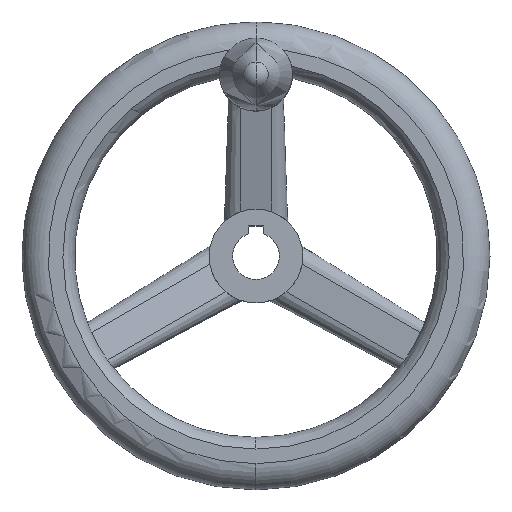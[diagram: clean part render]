
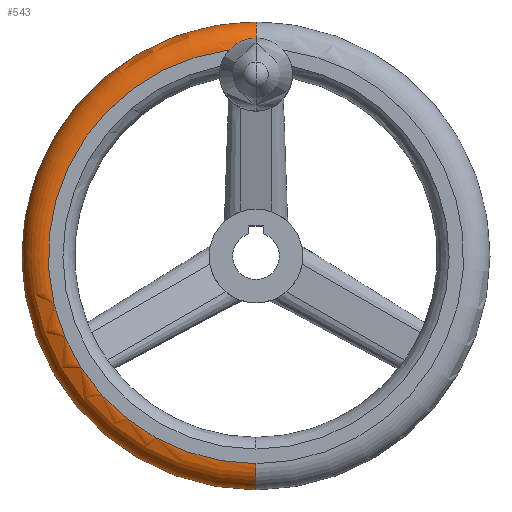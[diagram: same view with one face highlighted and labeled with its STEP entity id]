
A CAD part, top view. The second image highlights one B-rep face of the part: STEP entity #543.
In plain terms, the highlighted toroidal (fillet/blend) face has major radius 71 mm and minor radius 9 mm.
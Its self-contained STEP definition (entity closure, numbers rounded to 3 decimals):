
#291=EDGE_CURVE('',#803,#757,#837,.T.);
#485=EDGE_CURVE('',#803,#591,#1054,.T.);
#511=EDGE_CURVE('',#779,#757,#1081,.T.);
#543=ADVANCED_FACE('',(#1116),#1117,.T.);
#591=VERTEX_POINT('',#1170);
#627=EDGE_CURVE('',#779,#695,#1211,.T.);
#663=EDGE_CURVE('',#591,#695,#1252,.T.);
#695=VERTEX_POINT('',#1288);
#757=VERTEX_POINT('',#1354);
#779=VERTEX_POINT('',#1378);
#803=VERTEX_POINT('',#1403);
#837=CIRCLE('',#1430,9.0);
#1054=CIRCLE('',#1904,71.0);
#1081=CIRCLE('',#1980,80.0);
#1116=FACE_OUTER_BOUND('',#2119,.T.);
#1117=TOROIDAL_SURFACE('',#2120,71.0,9.0);
#1170=CARTESIAN_POINT('',(-9.263,70.393,40.));
#1211=CIRCLE('',#2331,9.0);
#1252=CIRCLE('',#2433,71.0);
#1288=CARTESIAN_POINT('',(0.,71.0,40.0));
#1354=CARTESIAN_POINT('',(0.,-80.0,31.0));
#1378=CARTESIAN_POINT('',(0.,80.0,31.0));
#1403=CARTESIAN_POINT('',(0.,-71.0,40.0));
#1430=AXIS2_PLACEMENT_3D('',#2781,#2782,#2783);
#1904=AXIS2_PLACEMENT_3D('',#3051,#3052,#3053);
#1980=AXIS2_PLACEMENT_3D('',#3075,#3076,#3077);
#2119=EDGE_LOOP('',(#3126,#3127,#3128,#3129,#3130));
#2120=AXIS2_PLACEMENT_3D('',#3131,#3132,#3133);
#2331=AXIS2_PLACEMENT_3D('',#3252,#3253,#3254);
#2433=AXIS2_PLACEMENT_3D('',#3307,#3308,#3309);
#2781=CARTESIAN_POINT('',(0.,-71.0,31.0));
#2782=DIRECTION('',(1.0,0.,0.));
#2783=DIRECTION('',(0.,-1.0,0.));
#3051=CARTESIAN_POINT('',(0.,0.,40.0));
#3052=DIRECTION('',(0.,0.,-1.0));
#3053=DIRECTION('',(0.,1.0,0.));
#3075=CARTESIAN_POINT('',(0.,0.,31.0));
#3076=DIRECTION('',(0.,0.,1.0));
#3077=DIRECTION('',(1.0,0.0,0.));
#3126=ORIENTED_EDGE('',*,*,#511,.T.);
#3127=ORIENTED_EDGE('',*,*,#291,.F.);
#3128=ORIENTED_EDGE('',*,*,#485,.T.);
#3129=ORIENTED_EDGE('',*,*,#663,.T.);
#3130=ORIENTED_EDGE('',*,*,#627,.F.);
#3131=CARTESIAN_POINT('',(0.,0.,31.0));
#3132=DIRECTION('',(0.,0.,1.0));
#3133=DIRECTION('',(0.,1.0,0.0));
#3252=CARTESIAN_POINT('',(0.,71.0,31.0));
#3253=DIRECTION('',(1.0,0.,0.));
#3254=DIRECTION('',(0.,1.0,0.));
#3307=CARTESIAN_POINT('',(0.,0.,40.0));
#3308=DIRECTION('',(0.,0.,-1.0));
#3309=DIRECTION('',(0.,1.0,0.));
